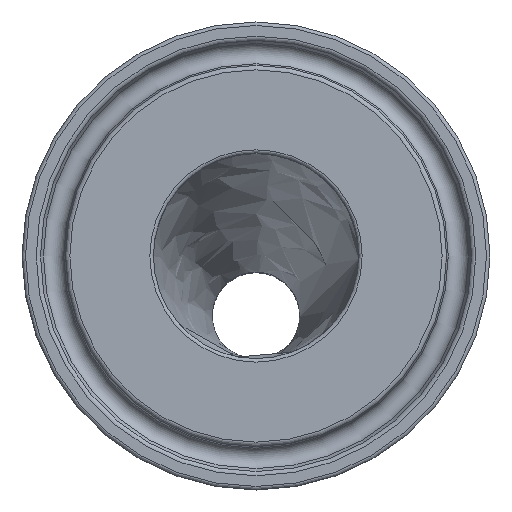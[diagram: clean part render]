
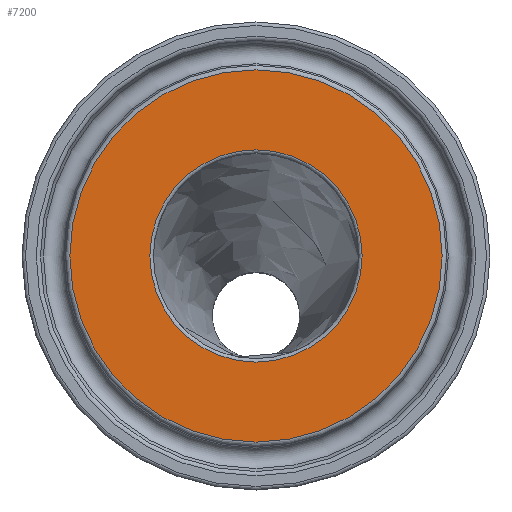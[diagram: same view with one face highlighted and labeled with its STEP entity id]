
A CAD part, top view. The second image highlights one B-rep face of the part: STEP entity #7200.
In plain terms, the highlighted planar face has unit normal (0, 0, 1).
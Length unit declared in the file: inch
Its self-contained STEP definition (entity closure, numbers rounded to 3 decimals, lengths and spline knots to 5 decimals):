
#177=PLANE('',#7473);
#565=FACE_BOUND('',#2199,.T.);
#1364=CIRCLE('',#7472,0.45);
#1365=CIRCLE('',#7474,0.78916);
#1765=FACE_OUTER_BOUND('',#2198,.T.);
#2198=EDGE_LOOP('',(#6753));
#2199=EDGE_LOOP('',(#6754));
#3517=VERTEX_POINT('',#16494);
#3518=VERTEX_POINT('',#16497);
#4605=EDGE_CURVE('',#3517,#3517,#1364,.T.);
#4606=EDGE_CURVE('',#3518,#3518,#1365,.T.);
#6753=ORIENTED_EDGE('',*,*,#4606,.F.);
#6754=ORIENTED_EDGE('',*,*,#4605,.F.);
#7200=ADVANCED_FACE('',(#1765,#565),#177,.T.);
#7472=AXIS2_PLACEMENT_3D('',#16495,#8362,#8363);
#7473=AXIS2_PLACEMENT_3D('',#16496,#8364,#8365);
#7474=AXIS2_PLACEMENT_3D('',#16498,#8366,#8367);
#8362=DIRECTION('center_axis',(0.,0.,
1.));
#8363=DIRECTION('ref_axis',(0.,-1.,0.));
#8364=DIRECTION('center_axis',(0.,0.,
1.));
#8365=DIRECTION('ref_axis',(1.,0.,0.));
#8366=DIRECTION('center_axis',(0.,0.,
-1.));
#8367=DIRECTION('ref_axis',(0.,-1.,0.));
#16494=CARTESIAN_POINT('',(0.,0.45,0.5));
#16495=CARTESIAN_POINT('Origin',(0.,0.,0.5));
#16496=CARTESIAN_POINT('Origin',(0.,0.80316,
0.5));
#16497=CARTESIAN_POINT('',(0.,0.78916,0.5));
#16498=CARTESIAN_POINT('Origin',(0.,0.,0.5));
